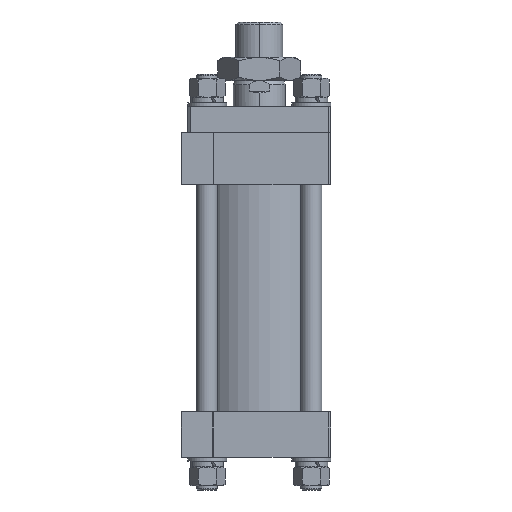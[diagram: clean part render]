
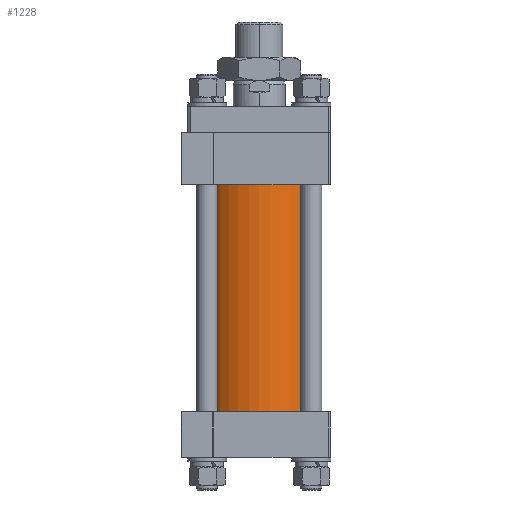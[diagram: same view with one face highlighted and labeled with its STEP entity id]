
A CAD part, front view. The second image highlights one B-rep face of the part: STEP entity #1228.
In plain terms, the highlighted cylindrical face has radius 47 mm (diameter 94 mm), a partial arc.
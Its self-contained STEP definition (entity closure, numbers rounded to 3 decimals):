
#1228 = ADVANCED_FACE ( 'NONE', ( #7034 ), #7028, .T. ) ;
#1686 = ORIENTED_EDGE ( 'NONE', *, *, #7851, .F. ) ;
#1687 = ORIENTED_EDGE ( 'NONE', *, *, #7857, .F. ) ;
#1688 = ORIENTED_EDGE ( 'NONE', *, *, #7853, .T. ) ;
#1689 = ORIENTED_EDGE ( 'NONE', *, *, #7861, .T. ) ;
#2377 = DIRECTION ( 'NONE',  ( 0., 0., -1. ) ) ;
#2378 = DIRECTION ( 'NONE',  ( 0., 0., -1. ) ) ;
#2379 = CARTESIAN_POINT ( 'NONE',  ( 47., 0., 174. ) ) ;
#2383 = CARTESIAN_POINT ( 'NONE',  ( -47., 0., 174. ) ) ;
#2400 = CARTESIAN_POINT ( 'NONE',  ( 0., 0., 174. ) ) ;
#2401 = DIRECTION ( 'NONE',  ( 0., 0., 1. ) ) ;
#2402 = DIRECTION ( 'NONE',  ( 1., 0., 0. ) ) ;
#2502 = CARTESIAN_POINT ( 'NONE',  ( 0., 0., 0. ) ) ;
#2503 = DIRECTION ( 'NONE',  ( 0., 0., 1. ) ) ;
#2504 = DIRECTION ( 'NONE',  ( 1., 0., 0. ) ) ;
#4542 = CARTESIAN_POINT ( 'NONE',  ( -47., 0., 0. ) ) ;
#4543 = CARTESIAN_POINT ( 'NONE',  ( 47., 0., 0. ) ) ;
#4544 = CARTESIAN_POINT ( 'NONE',  ( 47., 0., 174. ) ) ;
#4545 = CARTESIAN_POINT ( 'NONE',  ( -47., 0., 174. ) ) ;
#5422 = CIRCLE ( 'NONE', #6445, 47. ) ;
#5888 = LINE ( 'NONE', #2383, #6377 ) ;
#6011 = VECTOR ( 'NONE', #2377, 1000. ) ;
#6321 = LINE ( 'NONE', #2379, #6011 ) ;
#6330 = CIRCLE ( 'NONE', #6443, 47. ) ;
#6377 = VECTOR ( 'NONE', #2378, 1000. ) ;
#6443 = AXIS2_PLACEMENT_3D ( 'NONE', #2502, #2503, #2504 ) ;
#6445 = AXIS2_PLACEMENT_3D ( 'NONE', #2400, #2401, #2402 ) ;
#7028 = CYLINDRICAL_SURFACE ( 'NONE', #7729, 47. ) ;
#7034 = FACE_OUTER_BOUND ( 'NONE', #8574, .T. ) ;
#7249 = CARTESIAN_POINT ( 'NONE',  ( 0., 0., 174. ) ) ;
#7250 = DIRECTION ( 'NONE',  ( 0., 0., -1. ) ) ;
#7256 = DIRECTION ( 'NONE',  ( -1., 0., 0. ) ) ;
#7729 = AXIS2_PLACEMENT_3D ( 'NONE', #7249, #7250, #7256 ) ;
#7851 = EDGE_CURVE ( 'NONE', #8714, #8713, #6321, .T. ) ;
#7853 = EDGE_CURVE ( 'NONE', #8715, #8712, #5888, .T. ) ;
#7857 = EDGE_CURVE ( 'NONE', #8715, #8714, #5422, .T. ) ;
#7861 = EDGE_CURVE ( 'NONE', #8712, #8713, #6330, .T. ) ;
#8574 = EDGE_LOOP ( 'NONE', ( #1686, #1687, #1688, #1689 ) ) ;
#8712 = VERTEX_POINT ( 'NONE', #4542 ) ;
#8713 = VERTEX_POINT ( 'NONE', #4543 ) ;
#8714 = VERTEX_POINT ( 'NONE', #4544 ) ;
#8715 = VERTEX_POINT ( 'NONE', #4545 ) ;
